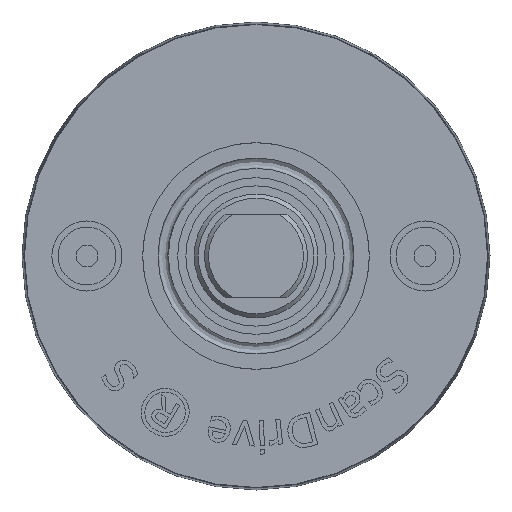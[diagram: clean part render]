
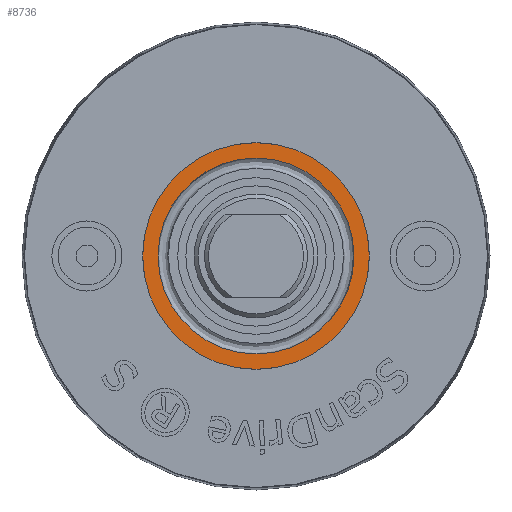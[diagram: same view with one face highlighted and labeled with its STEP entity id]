
A CAD part, left-side view. The second image highlights one B-rep face of the part: STEP entity #8736.
In plain terms, the highlighted planar face has unit normal (-1, 0, 0).
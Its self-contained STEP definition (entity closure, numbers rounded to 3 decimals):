
#83=FACE_BOUND('',#3576,.T.);
#2509=PLANE('',#9077);
#3016=FACE_OUTER_BOUND('',#3575,.T.);
#3575=EDGE_LOOP('',(#8199));
#3576=EDGE_LOOP('',(#8200));
#3673=CIRCLE('',#9076,27.49);
#3674=CIRCLE('',#9078,23.75);
#4526=VERTEX_POINT('',#15688);
#4527=VERTEX_POINT('',#15691);
#5763=EDGE_CURVE('',#4526,#4526,#3673,.T.);
#5764=EDGE_CURVE('',#4527,#4527,#3674,.T.);
#8199=ORIENTED_EDGE('',*,*,#5763,.T.);
#8200=ORIENTED_EDGE('',*,*,#5764,.F.);
#8736=ADVANCED_FACE('',(#3016,#83),#2509,.T.);
#9076=AXIS2_PLACEMENT_3D('',#15689,#10517,#10518);
#9077=AXIS2_PLACEMENT_3D('',#15690,#10519,#10520);
#9078=AXIS2_PLACEMENT_3D('',#15692,#10521,#10522);
#10517=DIRECTION('center_axis',(-1.,0.,0.));
#10518=DIRECTION('ref_axis',(0.,0.,1.));
#10519=DIRECTION('center_axis',(-1.,0.,0.));
#10520=DIRECTION('ref_axis',(0.,0.,1.));
#10521=DIRECTION('center_axis',(-1.,0.,0.));
#10522=DIRECTION('ref_axis',(0.,0.,1.));
#15688=CARTESIAN_POINT('',(-605.,0.,27.49));
#15689=CARTESIAN_POINT('Origin',(-605.,0.,0.));
#15690=CARTESIAN_POINT('Origin',(-605.,0.,23.75));
#15691=CARTESIAN_POINT('',(-605.,0.,23.75));
#15692=CARTESIAN_POINT('Origin',(-605.,0.,0.));
